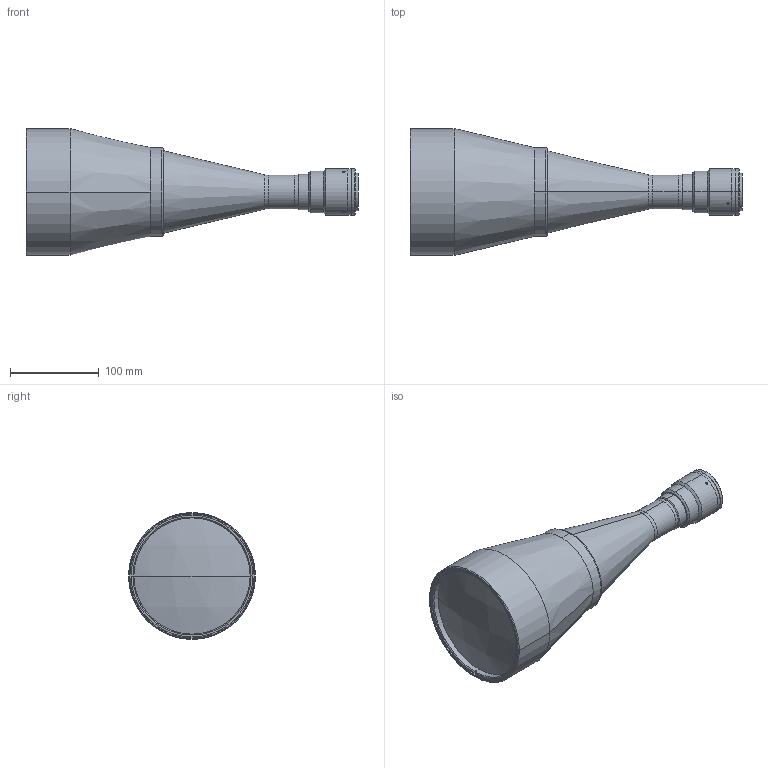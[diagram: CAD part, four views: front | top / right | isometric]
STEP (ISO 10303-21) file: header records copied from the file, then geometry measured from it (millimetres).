
FILE_DESCRIPTION (( 'STEP AP203' ), '1' );
FILE_NAME ('DP71407_TC2MHR096-E.step', '2021-10-04T08:22:17', ( '' ), ( '' ), 'SwSTEP 2.0', 'SolidWorks 2021', '' );
FILE_SCHEMA (( 'CONFIG_CONTROL_DESIGN' ));
Length unit declared in the file: millimetre
Products named in the file (1): DP71407_TC2MHR096-E
Bounding box: 374.17 x 143 x 143 mm (x, y, z)
Surface area: 143164.7 mm2 (no closed solid volume)
Topology: 0 solids, 17 shells, 88 faces, 254 edges, 182 vertices
Faces by surface type: cylinder 32, plane 30, cone 18, torus 6, sphere 2
Entity records: 3215 total; most frequent: CARTESIAN_POINT 765, DIRECTION 546, ORIENTED_EDGE 394, EDGE_CURVE 254, AXIS2_PLACEMENT_3D 219, VERTEX_POINT 182, CIRCLE 130, EDGE_LOOP 110
